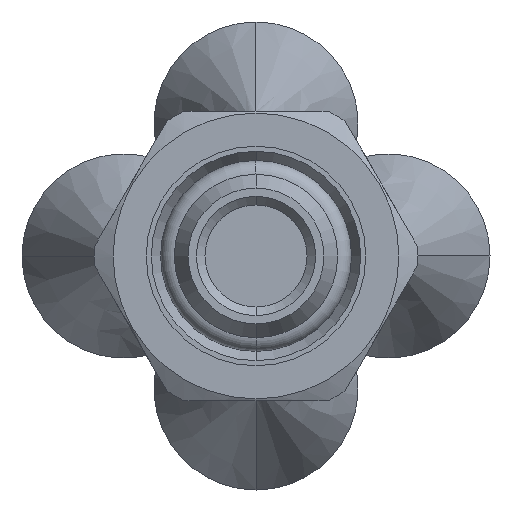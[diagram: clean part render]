
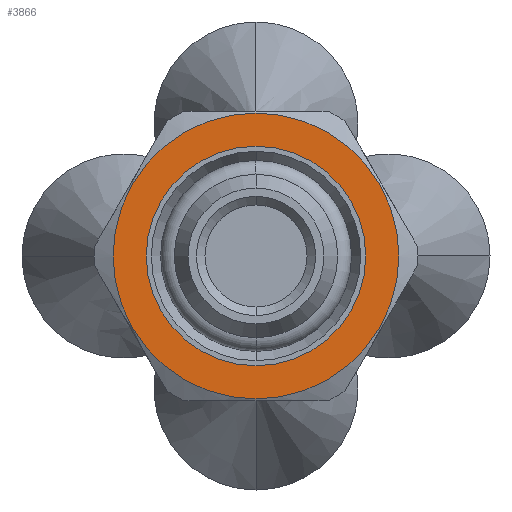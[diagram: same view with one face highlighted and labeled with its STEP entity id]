
A CAD part, front view. The second image highlights one B-rep face of the part: STEP entity #3866.
In plain terms, the highlighted planar face has unit normal (0, -1, 0).
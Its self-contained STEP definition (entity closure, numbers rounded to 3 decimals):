
#76 = EDGE_CURVE ( 'NONE', #4052, #4065, #2829, .T. ) ;
#81 = EDGE_CURVE ( 'NONE', #4070, #6227, #2815, .T. ) ;
#355 = CARTESIAN_POINT ( 'NONE',  ( 0., -5., -6.45 ) ) ;
#564 = EDGE_CURVE ( 'NONE', #4065, #4052, #3199, .T. ) ;
#568 = EDGE_CURVE ( 'NONE', #6227, #4070, #3189, .T. ) ;
#720 = EDGE_LOOP ( 'NONE', ( #820, #819 ) ) ;
#721 = EDGE_LOOP ( 'NONE', ( #822, #821 ) ) ;
#819 = ORIENTED_EDGE ( 'NONE', *, *, #81, .F. ) ;
#820 = ORIENTED_EDGE ( 'NONE', *, *, #568, .F. ) ;
#821 = ORIENTED_EDGE ( 'NONE', *, *, #564, .T. ) ;
#822 = ORIENTED_EDGE ( 'NONE', *, *, #76, .T. ) ;
#1288 = FACE_OUTER_BOUND ( 'NONE', #721, .T. ) ;
#1289 = FACE_BOUND ( 'NONE', #720, .T. ) ;
#2570 = AXIS2_PLACEMENT_3D ( 'NONE', #3725, #3726, #3727 ) ;
#2809 = AXIS2_PLACEMENT_3D ( 'NONE', #4259, #4260, #4261 ) ;
#2815 = CIRCLE ( 'NONE', #2809, 6.45 ) ;
#2822 = AXIS2_PLACEMENT_3D ( 'NONE', #4224, #4225, #4226 ) ;
#2829 = CIRCLE ( 'NONE', #2822, 8.4 ) ;
#3181 = AXIS2_PLACEMENT_3D ( 'NONE', #4461, #4462, #4463 ) ;
#3188 = AXIS2_PLACEMENT_3D ( 'NONE', #4451, #4452, #4453 ) ;
#3189 = CIRCLE ( 'NONE', #3181, 6.45 ) ;
#3199 = CIRCLE ( 'NONE', #3188, 8.4 ) ;
#3724 = PLANE ( 'NONE',  #2570 ) ;
#3725 = CARTESIAN_POINT ( 'NONE',  ( 6.45, -5., 0. ) ) ;
#3726 = DIRECTION ( 'NONE',  ( 0., -1., 0. ) ) ;
#3727 = DIRECTION ( 'NONE',  ( 0., 0., -1. ) ) ;
#3866 = ADVANCED_FACE ( 'NONE', ( #1288, #1289 ), #3724, .T. ) ;
#4052 = VERTEX_POINT ( 'NONE', #5265 ) ;
#4065 = VERTEX_POINT ( 'NONE', #5278 ) ;
#4070 = VERTEX_POINT ( 'NONE', #5283 ) ;
#4224 = CARTESIAN_POINT ( 'NONE',  ( 0., -5., 0. ) ) ;
#4225 = DIRECTION ( 'NONE',  ( 0., -1., 0. ) ) ;
#4226 = DIRECTION ( 'NONE',  ( 0., 0., -1. ) ) ;
#4259 = CARTESIAN_POINT ( 'NONE',  ( 0., -5., 0. ) ) ;
#4260 = DIRECTION ( 'NONE',  ( 0., -1., 0. ) ) ;
#4261 = DIRECTION ( 'NONE',  ( 0., 0., -1. ) ) ;
#4451 = CARTESIAN_POINT ( 'NONE',  ( 0., -5., 0. ) ) ;
#4452 = DIRECTION ( 'NONE',  ( 0., -1., 0. ) ) ;
#4453 = DIRECTION ( 'NONE',  ( 0., 0., -1. ) ) ;
#4461 = CARTESIAN_POINT ( 'NONE',  ( 0., -5., 0. ) ) ;
#4462 = DIRECTION ( 'NONE',  ( 0., -1., 0. ) ) ;
#4463 = DIRECTION ( 'NONE',  ( 0., 0., -1. ) ) ;
#5265 = CARTESIAN_POINT ( 'NONE',  ( 0., -5., 8.4 ) ) ;
#5278 = CARTESIAN_POINT ( 'NONE',  ( 0., -5., -8.4 ) ) ;
#5283 = CARTESIAN_POINT ( 'NONE',  ( 0., -5., 6.45 ) ) ;
#6227 = VERTEX_POINT ( 'NONE', #355 ) ;
